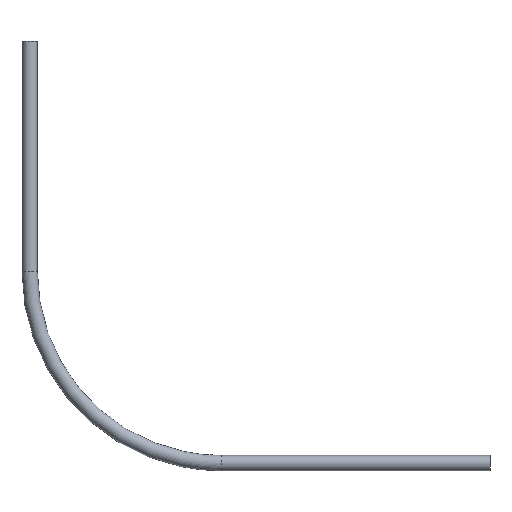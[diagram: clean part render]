
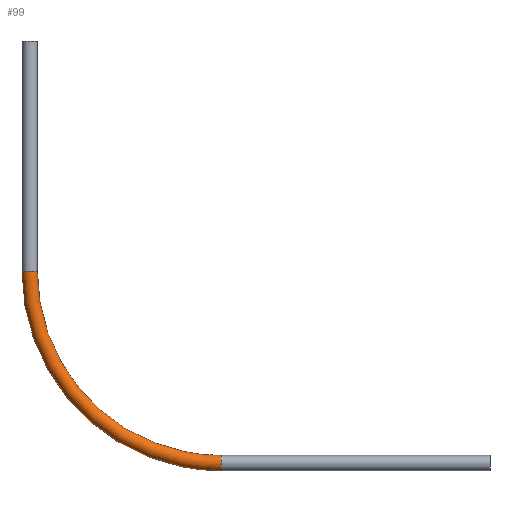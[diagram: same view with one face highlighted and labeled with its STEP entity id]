
A CAD part, left-side view. The second image highlights one B-rep face of the part: STEP entity #99.
In plain terms, the highlighted toroidal (fillet/blend) face has major radius 50 mm and minor radius 2 mm.
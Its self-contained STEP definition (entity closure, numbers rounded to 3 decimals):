
#18=TOROIDAL_SURFACE('',#115,50.,2.);
#23=FACE_BOUND('',#44,.T.);
#31=FACE_OUTER_BOUND('',#43,.T.);
#43=EDGE_LOOP('',(#83));
#44=EDGE_LOOP('',(#84));
#56=CIRCLE('',#114,2.);
#57=CIRCLE('',#116,2.);
#64=VERTEX_POINT('',#170);
#65=VERTEX_POINT('',#173);
#72=EDGE_CURVE('',#64,#64,#56,.T.);
#73=EDGE_CURVE('',#65,#65,#57,.T.);
#83=ORIENTED_EDGE('',*,*,#72,.F.);
#84=ORIENTED_EDGE('',*,*,#73,.T.);
#99=ADVANCED_FACE('',(#31,#23),#18,.T.);
#114=AXIS2_PLACEMENT_3D('',#171,#141,#142);
#115=AXIS2_PLACEMENT_3D('',#172,#143,#144);
#116=AXIS2_PLACEMENT_3D('',#174,#145,#146);
#141=DIRECTION('center_axis',(0.,-1.,0.));
#142=DIRECTION('ref_axis',(1.,0.,0.));
#143=DIRECTION('center_axis',(-1.,0.,0.));
#144=DIRECTION('ref_axis',(0.,0.,1.));
#145=DIRECTION('center_axis',(0.,0.,-1.));
#146=DIRECTION('ref_axis',(1.,0.,0.));
#170=CARTESIAN_POINT('',(-2.,-50.,-180.));
#171=CARTESIAN_POINT('Origin',(0.,-50.,-180.));
#172=CARTESIAN_POINT('Origin',(0.,-50.,-130.));
#173=CARTESIAN_POINT('',(-2.,0.,-130.));
#174=CARTESIAN_POINT('Origin',(0.,0.,-130.));
